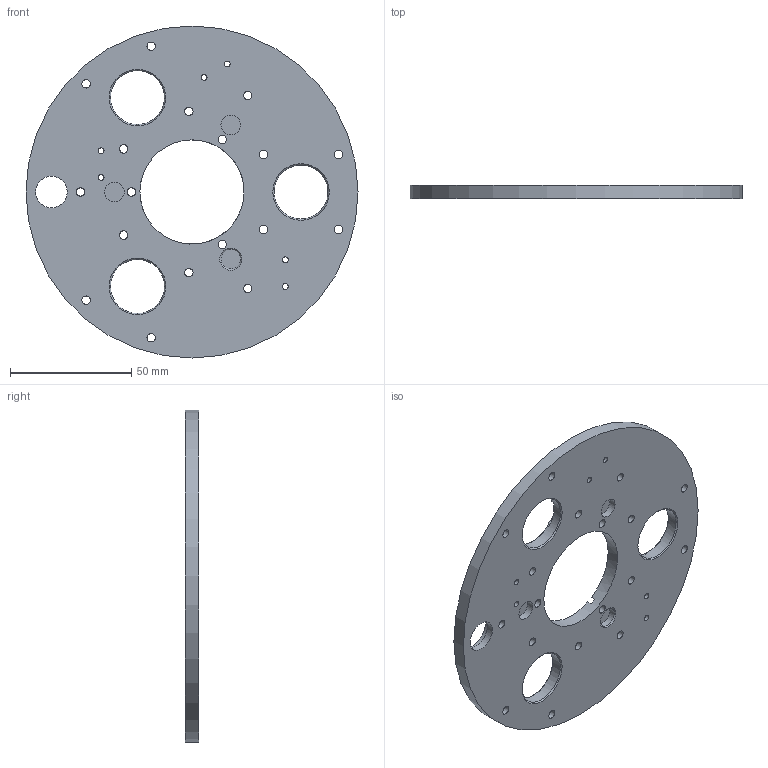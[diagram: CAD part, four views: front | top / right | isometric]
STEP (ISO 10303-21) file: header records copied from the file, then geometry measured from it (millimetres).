
FILE_DESCRIPTION(/* description */ (''),/* implementation_level */ '2;1');
FILE_NAME(/* name */ 'Z_BASE.stp',/* time_stamp */ '2022-07-20T21:19:50+09:00',/* author */ (''),/* organization */ (''),/* preprocessor_version */ 'ST-DEVELOPER v16.7',/* originating_system */ '',/* authorisation */ '');
FILE_SCHEMA (('AUTOMOTIVE_DESIGN { 1 0 10303 214 3 1 1 1 }'));
Length unit declared in the file: millimetre
Products named in the file (1): Z_BASE
Bounding box: 137 x 5.5 x 137 mm (x, y, z)
Volume: 61763.6 mm3; surface area: 30195.9 mm2
Topology: 1 solids, 1 shells, 96 faces, 268 edges, 225 vertices
Faces by surface type: cylinder 56, plane 33, cone 7
Full cylindrical faces by diameter (mm): 2.4 x6, 3.5 x18, 6 x12, 7.5 x3, 8.1 x3, 13 x1, 16 x1, 22.3 x3, 43 x1, 137 x1
Entity records: 2876 total; most frequent: DIRECTION 504, CARTESIAN_POINT 441, ORIENTED_EDGE 320, EDGE_LOOP 228, AXIS2_PLACEMENT_3D 224, FACE_BOUND 210, EDGE_CURVE 160, VERTEX_POINT 140
